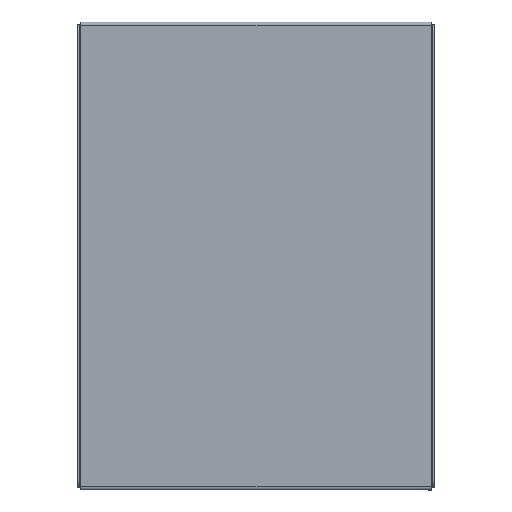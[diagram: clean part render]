
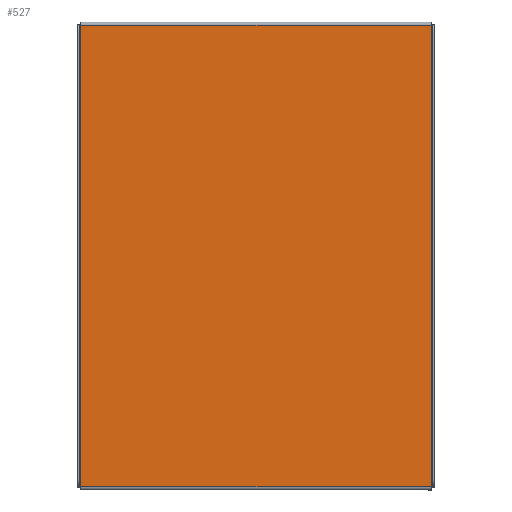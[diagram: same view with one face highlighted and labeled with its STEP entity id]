
A CAD part, front view. The second image highlights one B-rep face of the part: STEP entity #527.
In plain terms, the highlighted planar face has unit normal (0, -1, 0).
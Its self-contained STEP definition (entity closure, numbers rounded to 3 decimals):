
#5 = ORIENTED_EDGE ( 'NONE', *, *, #2314, .F. ) ;
#124 = ORIENTED_EDGE ( 'NONE', *, *, #1215, .F. ) ;
#160 = DIRECTION ( 'NONE',  ( 0., 0., -1. ) ) ;
#212 = DIRECTION ( 'NONE',  ( 1., 0., 0. ) ) ;
#372 = CARTESIAN_POINT ( 'NONE',  ( 119.8, -1.2, 158. ) ) ;
#373 = DIRECTION ( 'NONE',  ( 0., 0., 1. ) ) ;
#527 = ADVANCED_FACE ( 'NONE', ( #2239 ), #1512, .F. ) ;
#570 = DIRECTION ( 'NONE',  ( 0., 1., 0. ) ) ;
#614 = CARTESIAN_POINT ( 'NONE',  ( -119.8, -1.2, 157.8 ) ) ;
#830 = VECTOR ( 'NONE', #1665, 1000. ) ;
#1051 = VERTEX_POINT ( 'NONE', #2028 ) ;
#1066 = VERTEX_POINT ( 'NONE', #1615 ) ;
#1147 = LINE ( 'NONE', #372, #1499 ) ;
#1215 = EDGE_CURVE ( 'NONE', #1066, #1763, #1376, .T. ) ;
#1218 = VERTEX_POINT ( 'NONE', #1462 ) ;
#1272 = VECTOR ( 'NONE', #1506, 1000. ) ;
#1286 = EDGE_CURVE ( 'NONE', #1051, #1763, #2111, .T. ) ;
#1376 = LINE ( 'NONE', #2258, #830 ) ;
#1403 = LINE ( 'NONE', #1810, #1676 ) ;
#1462 = CARTESIAN_POINT ( 'NONE',  ( 119.8, -1.2, -157.8 ) ) ;
#1499 = VECTOR ( 'NONE', #160, 1000. ) ;
#1506 = DIRECTION ( 'NONE',  ( -1., 0., 0. ) ) ;
#1512 = PLANE ( 'NONE',  #2262 ) ;
#1546 = CARTESIAN_POINT ( 'NONE',  ( 0., -1.2, 0. ) ) ;
#1615 = CARTESIAN_POINT ( 'NONE',  ( -119.8, -1.2, -157.8 ) ) ;
#1665 = DIRECTION ( 'NONE',  ( 0., 0., 1. ) ) ;
#1676 = VECTOR ( 'NONE', #212, 1000. ) ;
#1763 = VERTEX_POINT ( 'NONE', #614 ) ;
#1810 = CARTESIAN_POINT ( 'NONE',  ( -119.8, -1.2, -157.8 ) ) ;
#2028 = CARTESIAN_POINT ( 'NONE',  ( 119.8, -1.2, 157.8 ) ) ;
#2111 = LINE ( 'NONE', #2271, #1272 ) ;
#2239 = FACE_OUTER_BOUND ( 'NONE', #2409, .T. ) ;
#2258 = CARTESIAN_POINT ( 'NONE',  ( -119.8, -1.2, -158. ) ) ;
#2262 = AXIS2_PLACEMENT_3D ( 'NONE', #1546, #570, #373 ) ;
#2270 = ORIENTED_EDGE ( 'NONE', *, *, #2432, .T. ) ;
#2271 = CARTESIAN_POINT ( 'NONE',  ( 119.8, -1.2, 157.8 ) ) ;
#2301 = ORIENTED_EDGE ( 'NONE', *, *, #1286, .T. ) ;
#2314 = EDGE_CURVE ( 'NONE', #1051, #1218, #1147, .T. ) ;
#2409 = EDGE_LOOP ( 'NONE', ( #2270, #5, #2301, #124 ) ) ;
#2432 = EDGE_CURVE ( 'NONE', #1066, #1218, #1403, .T. ) ;
